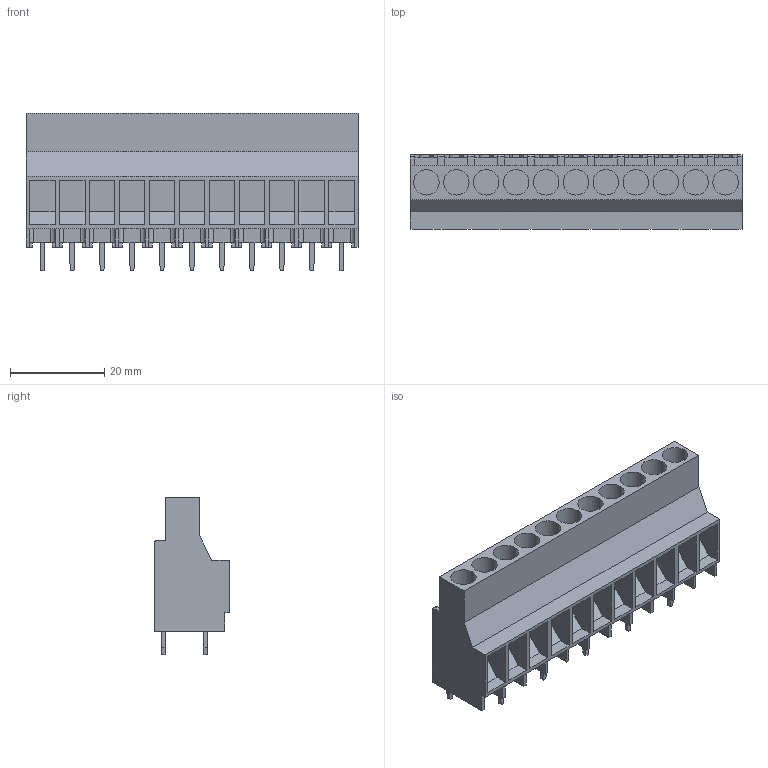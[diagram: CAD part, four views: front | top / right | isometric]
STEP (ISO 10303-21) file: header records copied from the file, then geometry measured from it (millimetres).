
FILE_DESCRIPTION(('CATIA V5 STEP Exchange','CAx-IF Rec.Pracs.--- Model Styling and Organization---1.2---2011-12-15'),'2;1');
FILE_NAME ('D1451357_0_1356940000_1356940000.stp','2018-09-20T15:35:40+00:00',('none'),('Weidmueller'),'CATIA Version 5-6 Release 2014','CATIA V5 STEP AP214','none');
FILE_SCHEMA(('AUTOMOTIVE_DESIGN { 1 0 10303 214 1 1 1 1 }'));
Length unit declared in the file: millimetre
Products named in the file (1): 1356940000
Bounding box: 70.45 x 15.85 x 33.5 mm (x, y, z)
Volume: 18885 mm3; surface area: 10402.6 mm2
Topology: 12 solids, 12 shells, 454 faces, 1224 edges, 816 vertices
Faces by surface type: plane 398, cylinder 56
Entity records: 12956 total; most frequent: ORIENTED_EDGE 2448, CARTESIAN_POINT 2297, DIRECTION 1736, EDGE_CURVE 1224, VECTOR 1112, LINE 1112, VERTEX_POINT 816, EDGE_LOOP 476
